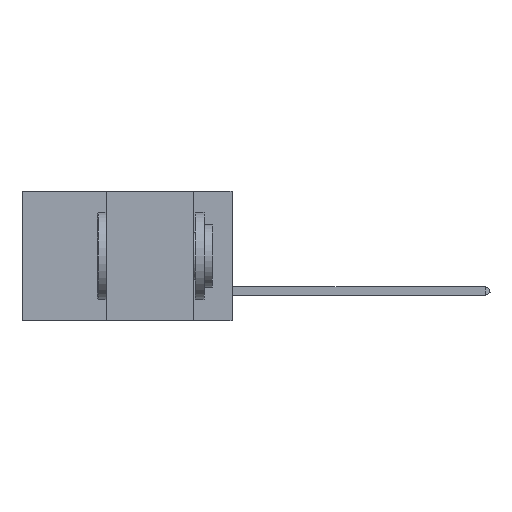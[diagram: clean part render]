
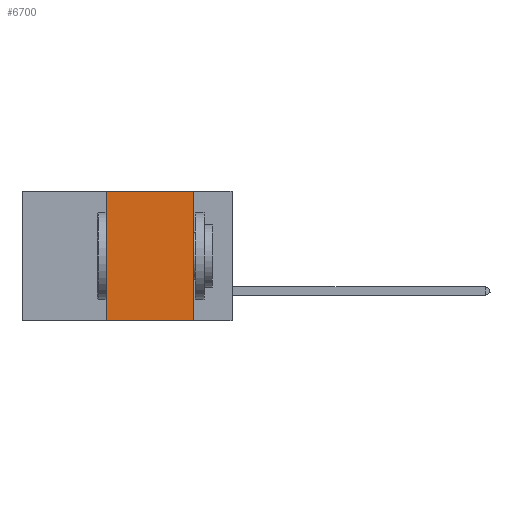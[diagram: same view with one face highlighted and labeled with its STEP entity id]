
A CAD part, left-side view. The second image highlights one B-rep face of the part: STEP entity #6700.
In plain terms, the highlighted planar face has unit normal (-1, 0, 0).
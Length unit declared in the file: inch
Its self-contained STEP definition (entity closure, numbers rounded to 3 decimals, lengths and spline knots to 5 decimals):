
#124 = DIRECTION ( 'NONE',  ( 0., 0., -1. ) ) ;
#617 = LINE ( 'NONE', #19944, #18153 ) ;
#1283 = VERTEX_POINT ( 'NONE', #9136 ) ;
#2444 = CARTESIAN_POINT ( 'NONE',  ( 0., 0.36, 0. ) ) ;
#2702 = CARTESIAN_POINT ( 'NONE',  ( 0., 0.36, -0.37 ) ) ;
#4552 = EDGE_LOOP ( 'NONE', ( #9402, #25409, #14397, #29580 ) ) ;
#4679 = AXIS2_PLACEMENT_3D ( 'NONE', #5348, #5578, #124 ) ;
#5320 = DIRECTION ( 'NONE',  ( 0., 0., 1. ) ) ;
#5348 = CARTESIAN_POINT ( 'NONE',  ( 0., 0.6, 0. ) ) ;
#5379 = EDGE_CURVE ( 'NONE', #26762, #22182, #15615, .T. ) ;
#5526 = EDGE_CURVE ( 'NONE', #31501, #1283, #27812, .T. ) ;
#5549 = CARTESIAN_POINT ( 'NONE',  ( 0., 0.36, 0. ) ) ;
#5578 = DIRECTION ( 'NONE',  ( 1., 0., 0. ) ) ;
#6558 = DIRECTION ( 'NONE',  ( 0., -1., 0. ) ) ;
#6700 = ADVANCED_FACE ( 'NONE', ( #22303 ), #15881, .F. ) ;
#9136 = CARTESIAN_POINT ( 'NONE',  ( 0., 0.11, -0.37 ) ) ;
#9402 = ORIENTED_EDGE ( 'NONE', *, *, #5526, .F. ) ;
#9586 = VECTOR ( 'NONE', #20407, 39.37008 ) ;
#13751 = CARTESIAN_POINT ( 'NONE',  ( 0., 0.11, 0. ) ) ;
#14397 = ORIENTED_EDGE ( 'NONE', *, *, #5379, .F. ) ;
#14868 = CARTESIAN_POINT ( 'NONE',  ( 0., 0.6, 0. ) ) ;
#15615 = LINE ( 'NONE', #2444, #19853 ) ;
#15881 = PLANE ( 'NONE',  #4679 ) ;
#16415 = DIRECTION ( 'NONE',  ( 0., 0., -1. ) ) ;
#17007 = EDGE_CURVE ( 'NONE', #26762, #1283, #617, .T. ) ;
#18153 = VECTOR ( 'NONE', #6558, 39.37008 ) ;
#19853 = VECTOR ( 'NONE', #5320, 39.37008 ) ;
#19944 = CARTESIAN_POINT ( 'NONE',  ( 0., 0.6, -0.37 ) ) ;
#20407 = DIRECTION ( 'NONE',  ( 0., -1., 0. ) ) ;
#22182 = VERTEX_POINT ( 'NONE', #5549 ) ;
#22303 = FACE_OUTER_BOUND ( 'NONE', #4552, .T. ) ;
#22370 = VECTOR ( 'NONE', #16415, 39.37008 ) ;
#22969 = CARTESIAN_POINT ( 'NONE',  ( 0., 0.11, 0. ) ) ;
#24988 = EDGE_CURVE ( 'NONE', #22182, #31501, #32259, .T. ) ;
#25409 = ORIENTED_EDGE ( 'NONE', *, *, #24988, .F. ) ;
#26762 = VERTEX_POINT ( 'NONE', #2702 ) ;
#27812 = LINE ( 'NONE', #13751, #22370 ) ;
#29580 = ORIENTED_EDGE ( 'NONE', *, *, #17007, .T. ) ;
#31501 = VERTEX_POINT ( 'NONE', #22969 ) ;
#32259 = LINE ( 'NONE', #14868, #9586 ) ;
